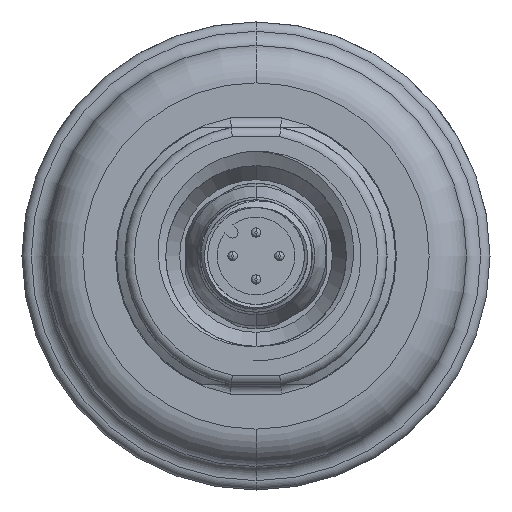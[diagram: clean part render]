
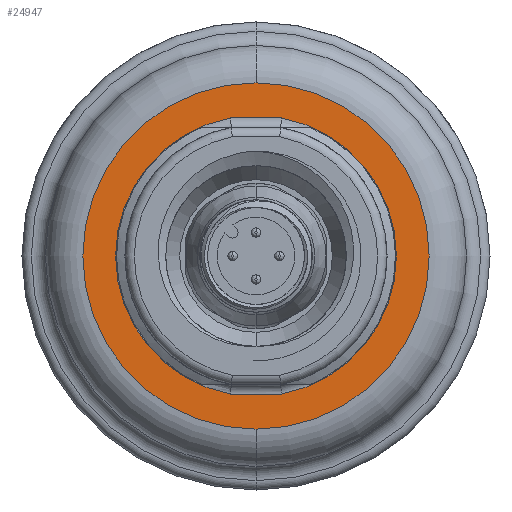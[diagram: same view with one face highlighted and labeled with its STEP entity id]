
A CAD part, front view. The second image highlights one B-rep face of the part: STEP entity #24947.
In plain terms, the highlighted planar face has unit normal (0, -1, 0).
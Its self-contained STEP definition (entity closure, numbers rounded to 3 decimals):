
#3907=CARTESIAN_POINT('',(0.,-3.,0.));
#3908=DIRECTION('',(0.,-1.,0.));
#3909=DIRECTION('',(0.,0.,-1.));
#3910=AXIS2_PLACEMENT_3D('',#3907,#3908,#3909);
#3912=CARTESIAN_POINT('',(0.,-3.,0.));
#3913=DIRECTION('',(0.,-1.,0.));
#3914=DIRECTION('',(0.,0.,1.));
#3915=AXIS2_PLACEMENT_3D('',#3912,#3913,#3914);
#3917=CARTESIAN_POINT('',(0.,-3.,0.));
#3918=DIRECTION('',(0.,-1.,0.));
#3919=DIRECTION('',(-0.182,0.,0.983));
#3920=AXIS2_PLACEMENT_3D('',#3917,#3918,#3919);
#3922=DIRECTION('',(1.,0.,0.));
#3923=VECTOR('',#3922,5.454);
#3924=CARTESIAN_POINT('',(-2.727,-3.,-14.75));
#3925=LINE('',#3924,#3923);
#3926=CARTESIAN_POINT('',(0.,-3.,0.));
#3927=DIRECTION('',(0.,-1.,0.));
#3928=DIRECTION('',(0.182,0.,-0.983));
#3929=AXIS2_PLACEMENT_3D('',#3926,#3927,#3928);
#3931=DIRECTION('',(-1.,0.,0.));
#3932=VECTOR('',#3931,5.454);
#3933=CARTESIAN_POINT('',(2.727,-3.,14.75));
#3934=LINE('',#3933,#3932);
#21302=CARTESIAN_POINT('',(-2.727,-3.,14.75));
#21303=CARTESIAN_POINT('',(-2.727,-3.,-14.75));
#21304=VERTEX_POINT('',#21302);
#21305=VERTEX_POINT('',#21303);
#21310=CARTESIAN_POINT('',(2.727,-3.,-14.75));
#21311=CARTESIAN_POINT('',(2.727,-3.,14.75));
#21312=VERTEX_POINT('',#21310);
#21313=VERTEX_POINT('',#21311);
#21562=CARTESIAN_POINT('',(0.,-3.,-18.5));
#21563=CARTESIAN_POINT('',(0.,-3.,18.5));
#21564=VERTEX_POINT('',#21562);
#21565=VERTEX_POINT('',#21563);
#24927=CARTESIAN_POINT('',(0.,-3.,0.));
#24928=DIRECTION('',(0.,-1.,0.));
#24929=DIRECTION('',(0.,0.,1.));
#24930=AXIS2_PLACEMENT_3D('',#24927,#24928,#24929);
#24931=PLANE('',#24930);
#24933=ORIENTED_EDGE('',*,*,#24932,.F.);
#24935=ORIENTED_EDGE('',*,*,#24934,.F.);
#24936=EDGE_LOOP('',(#24933,#24935));
#24937=FACE_OUTER_BOUND('',#24936,.F.);
#24938=ORIENTED_EDGE('',*,*,#24917,.T.);
#24940=ORIENTED_EDGE('',*,*,#24939,.T.);
#24942=ORIENTED_EDGE('',*,*,#24941,.T.);
#24944=ORIENTED_EDGE('',*,*,#24943,.T.);
#24945=EDGE_LOOP('',(#24938,#24940,#24942,#24944));
#24946=FACE_BOUND('',#24945,.F.);
#24947=ADVANCED_FACE('',(#24937,#24946),#24931,.T.);
#3911=CIRCLE('',#3910,18.5);
#3916=CIRCLE('',#3915,18.5);
#3921=CIRCLE('',#3920,15.);
#3930=CIRCLE('',#3929,15.);
#24917=EDGE_CURVE('',#21304,#21305,#3921,.T.);
#24932=EDGE_CURVE('',#21564,#21565,#3911,.T.);
#24934=EDGE_CURVE('',#21565,#21564,#3916,.T.);
#24939=EDGE_CURVE('',#21305,#21312,#3925,.T.);
#24941=EDGE_CURVE('',#21312,#21313,#3930,.T.);
#24943=EDGE_CURVE('',#21313,#21304,#3934,.T.);
